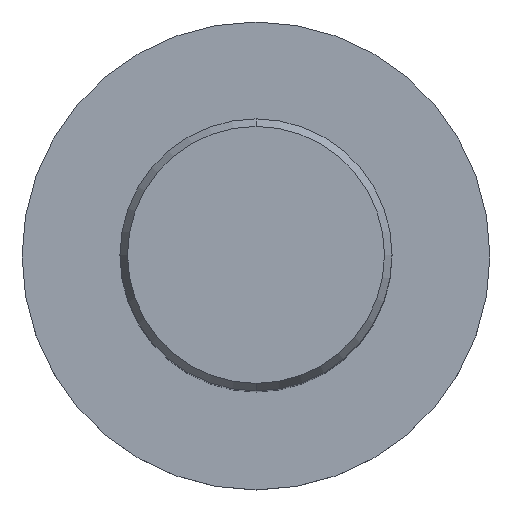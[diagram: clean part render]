
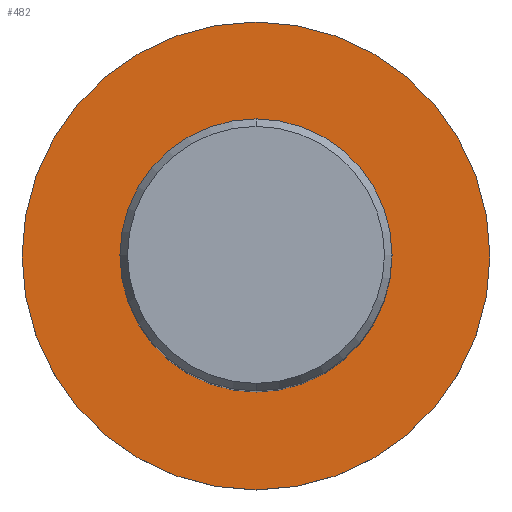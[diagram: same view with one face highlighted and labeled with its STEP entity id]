
A CAD part, top view. The second image highlights one B-rep face of the part: STEP entity #482.
In plain terms, the highlighted planar face has unit normal (0, 0, 1).
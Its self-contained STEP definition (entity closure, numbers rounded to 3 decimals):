
#202=EDGE_CURVE('',#472,#276,#536,.T.);
#276=VERTEX_POINT('',#616);
#296=VERTEX_POINT('',#638);
#298=EDGE_CURVE('',#326,#296,#640,.T.);
#326=VERTEX_POINT('',#670);
#424=EDGE_CURVE('',#276,#472,#778,.T.);
#472=VERTEX_POINT('',#832);
#482=ADVANCED_FACE('',(#843,#844),#845,.T.);
#492=EDGE_CURVE('',#296,#326,#855,.T.);
#536=CIRCLE('',#908,21.5);
#616=CARTESIAN_POINT('',(0.,-21.5,-56.0));
#638=CARTESIAN_POINT('',(0.,-12.5,-56.0));
#640=CIRCLE('',#1128,12.5);
#670=CARTESIAN_POINT('',(0.0,12.5,-56.0));
#778=CIRCLE('',#1382,21.5);
#832=CARTESIAN_POINT('',(0.0,21.5,-56.0));
#843=FACE_BOUND('',#1543,.T.);
#844=FACE_OUTER_BOUND('',#1544,.T.);
#845=PLANE('',#1545);
#855=CIRCLE('',#1556,12.5);
#908=AXIS2_PLACEMENT_3D('',#1597,#1598,#1599);
#1128=AXIS2_PLACEMENT_3D('',#1699,#1700,#1701);
#1382=AXIS2_PLACEMENT_3D('',#1872,#1873,#1874);
#1543=EDGE_LOOP('',(#1950,#1951));
#1544=EDGE_LOOP('',(#1952,#1953));
#1545=AXIS2_PLACEMENT_3D('',#1954,#1955,#1956);
#1556=AXIS2_PLACEMENT_3D('',#1957,#1958,#1959);
#1597=CARTESIAN_POINT('',(0.0,0.0,-56.0));
#1598=DIRECTION('',(0.0,0.0,-1.0));
#1599=DIRECTION('',(0.0,1.0,0.0));
#1699=CARTESIAN_POINT('',(0.0,0.0,-56.0));
#1700=DIRECTION('',(-0.0,0.0,-1.0));
#1701=DIRECTION('',(0.0,1.0,0.0));
#1872=CARTESIAN_POINT('',(0.0,0.0,-56.0));
#1873=DIRECTION('',(0.0,0.0,-1.0));
#1874=DIRECTION('',(0.0,1.0,0.0));
#1950=ORIENTED_EDGE('',*,*,#298,.T.);
#1951=ORIENTED_EDGE('',*,*,#492,.T.);
#1952=ORIENTED_EDGE('',*,*,#202,.F.);
#1953=ORIENTED_EDGE('',*,*,#424,.F.);
#1954=CARTESIAN_POINT('',(0.0,10.75,-56.0));
#1955=DIRECTION('',(-0.0,0.0,1.0));
#1956=DIRECTION('',(0.0,-1.0,0.0));
#1957=CARTESIAN_POINT('',(0.0,0.0,-56.0));
#1958=DIRECTION('',(-0.0,0.0,-1.0));
#1959=DIRECTION('',(0.0,1.0,0.0));
